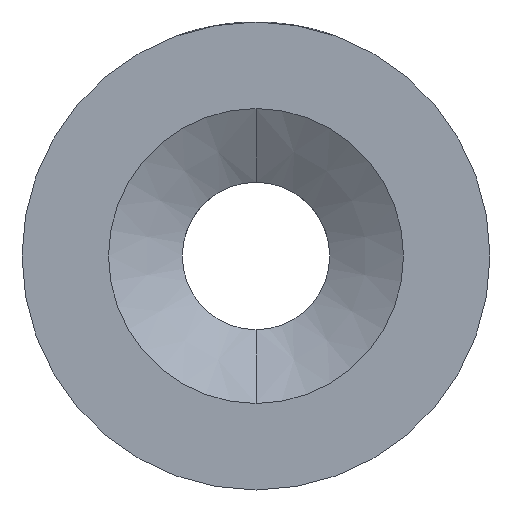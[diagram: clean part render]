
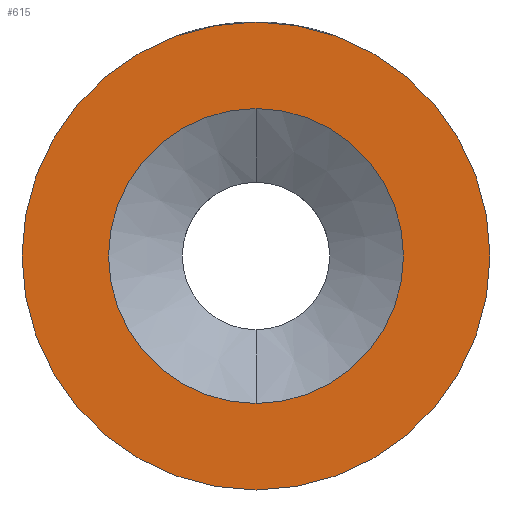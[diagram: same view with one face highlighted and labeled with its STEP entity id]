
A CAD part, front view. The second image highlights one B-rep face of the part: STEP entity #615.
In plain terms, the highlighted planar face has unit normal (0, -1, 0).
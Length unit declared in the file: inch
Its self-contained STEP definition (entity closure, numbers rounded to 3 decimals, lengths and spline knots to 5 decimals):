
#114 = AXIS2_PLACEMENT_3D ( 'NONE', #180, #178, #176 ) ;
#120 = CIRCLE ( 'NONE', #114, 0.24985 ) ;
#138 = CARTESIAN_POINT ( 'NONE',  ( 0., 0., 0.24985 ) ) ;
#142 = CARTESIAN_POINT ( 'NONE',  ( 0., 0., -0.15748 ) ) ;
#173 = CARTESIAN_POINT ( 'NONE',  ( 0., 0., 0.15748 ) ) ;
#176 = DIRECTION ( 'NONE',  ( 0., 0., 1. ) ) ;
#178 = DIRECTION ( 'NONE',  ( 0., 1., 0. ) ) ;
#179 = CIRCLE ( 'NONE', #198, 0.15748 ) ;
#180 = CARTESIAN_POINT ( 'NONE',  ( 0., 0., 0. ) ) ;
#198 = AXIS2_PLACEMENT_3D ( 'NONE', #353, #352, #349 ) ;
#201 = AXIS2_PLACEMENT_3D ( 'NONE', #546, #466, #464 ) ;
#205 = FACE_OUTER_BOUND ( 'NONE', #515, .T. ) ;
#207 = FACE_BOUND ( 'NONE', #488, .T. ) ;
#222 = CIRCLE ( 'NONE', #251, 0.24985 ) ;
#239 = CIRCLE ( 'NONE', #278, 0.15748 ) ;
#251 = AXIS2_PLACEMENT_3D ( 'NONE', #590, #708, #530 ) ;
#278 = AXIS2_PLACEMENT_3D ( 'NONE', #816, #818, #591 ) ;
#293 = CARTESIAN_POINT ( 'NONE',  ( 0., 0., -0.24985 ) ) ;
#349 = DIRECTION ( 'NONE',  ( 0., 0., -1. ) ) ;
#352 = DIRECTION ( 'NONE',  ( 0., -1., 0. ) ) ;
#353 = CARTESIAN_POINT ( 'NONE',  ( 0., 0., 0. ) ) ;
#361 = ORIENTED_EDGE ( 'NONE', *, *, #652, .F. ) ;
#390 = ORIENTED_EDGE ( 'NONE', *, *, #443, .F. ) ;
#443 = EDGE_CURVE ( 'NONE', #834, #566, #239, .T. ) ;
#464 = DIRECTION ( 'NONE',  ( 0., 0., 1. ) ) ;
#466 = DIRECTION ( 'NONE',  ( 0., 1., 0. ) ) ;
#469 = PLANE ( 'NONE',  #201 ) ;
#470 = EDGE_CURVE ( 'NONE', #702, #812, #222, .T. ) ;
#473 = ORIENTED_EDGE ( 'NONE', *, *, #470, .F. ) ;
#488 = EDGE_LOOP ( 'NONE', ( #390, #361 ) ) ;
#489 = ORIENTED_EDGE ( 'NONE', *, *, #780, .F. ) ;
#515 = EDGE_LOOP ( 'NONE', ( #473, #489 ) ) ;
#530 = DIRECTION ( 'NONE',  ( 0., 0., 1. ) ) ;
#546 = CARTESIAN_POINT ( 'NONE',  ( 0., 0., 0. ) ) ;
#566 = VERTEX_POINT ( 'NONE', #173 ) ;
#590 = CARTESIAN_POINT ( 'NONE',  ( 0., 0., 0. ) ) ;
#591 = DIRECTION ( 'NONE',  ( 0., 0., -1. ) ) ;
#615 = ADVANCED_FACE ( 'NONE', ( #207, #205 ), #469, .F. ) ;
#652 = EDGE_CURVE ( 'NONE', #566, #834, #179, .T. ) ;
#702 = VERTEX_POINT ( 'NONE', #293 ) ;
#708 = DIRECTION ( 'NONE',  ( 0., 1., 0. ) ) ;
#780 = EDGE_CURVE ( 'NONE', #812, #702, #120, .T. ) ;
#812 = VERTEX_POINT ( 'NONE', #138 ) ;
#816 = CARTESIAN_POINT ( 'NONE',  ( 0., 0., 0. ) ) ;
#818 = DIRECTION ( 'NONE',  ( 0., -1., 0. ) ) ;
#834 = VERTEX_POINT ( 'NONE', #142 ) ;
